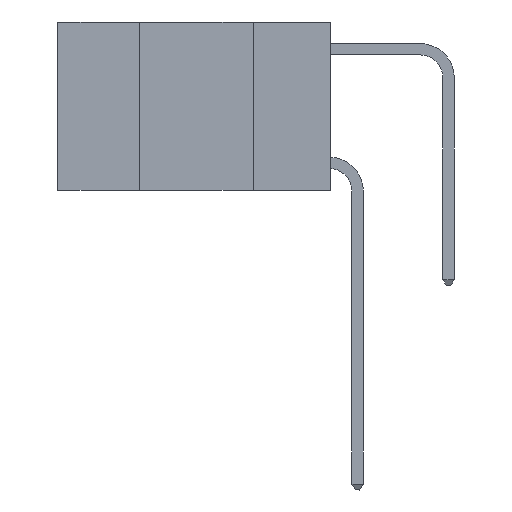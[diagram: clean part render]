
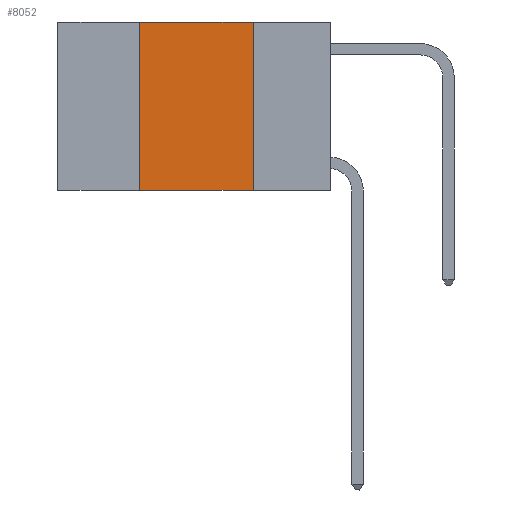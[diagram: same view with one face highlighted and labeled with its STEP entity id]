
A CAD part, left-side view. The second image highlights one B-rep face of the part: STEP entity #8052.
In plain terms, the highlighted planar face has unit normal (-1, 0, 0).
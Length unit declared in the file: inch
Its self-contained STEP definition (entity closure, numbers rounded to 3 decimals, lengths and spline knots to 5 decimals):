
#60 = CARTESIAN_POINT ( 'NONE',  ( 0., 0.42, 0. ) ) ;
#250 = ORIENTED_EDGE ( 'NONE', *, *, #11577, .T. ) ;
#440 = LINE ( 'NONE', #8965, #14473 ) ;
#858 = DIRECTION ( 'NONE',  ( 0., -1., 0. ) ) ;
#2048 = VERTEX_POINT ( 'NONE', #9356 ) ;
#2363 = EDGE_LOOP ( 'NONE', ( #11987, #13135, #14311, #250 ) ) ;
#2820 = VECTOR ( 'NONE', #17428, 39.37008 ) ;
#3606 = PLANE ( 'NONE',  #3911 ) ;
#3895 = CARTESIAN_POINT ( 'NONE',  ( 0., 0.17, 0. ) ) ;
#3911 = AXIS2_PLACEMENT_3D ( 'NONE', #4954, #14433, #6297 ) ;
#4669 = VERTEX_POINT ( 'NONE', #8592 ) ;
#4954 = CARTESIAN_POINT ( 'NONE',  ( 0., 0.6, 0. ) ) ;
#5507 = DIRECTION ( 'NONE',  ( 0., 0., 1. ) ) ;
#5896 = CARTESIAN_POINT ( 'NONE',  ( 0., 0.42, -0.37 ) ) ;
#6297 = DIRECTION ( 'NONE',  ( 0., 0., -1. ) ) ;
#6417 = LINE ( 'NONE', #3895, #2820 ) ;
#6666 = VECTOR ( 'NONE', #12768, 39.37008 ) ;
#8052 = ADVANCED_FACE ( 'NONE', ( #15259 ), #3606, .F. ) ;
#8592 = CARTESIAN_POINT ( 'NONE',  ( 0., 0.17, 0. ) ) ;
#8965 = CARTESIAN_POINT ( 'NONE',  ( 0., 0.6, -0.37 ) ) ;
#9320 = CARTESIAN_POINT ( 'NONE',  ( 0., 0.17, -0.37 ) ) ;
#9356 = CARTESIAN_POINT ( 'NONE',  ( 0., 0.42, 0. ) ) ;
#10025 = EDGE_CURVE ( 'NONE', #2048, #4669, #17060, .T. ) ;
#11404 = CARTESIAN_POINT ( 'NONE',  ( 0., 0.6, 0. ) ) ;
#11577 = EDGE_CURVE ( 'NONE', #15884, #13552, #440, .T. ) ;
#11987 = ORIENTED_EDGE ( 'NONE', *, *, #14306, .F. ) ;
#12494 = EDGE_CURVE ( 'NONE', #15884, #2048, #15314, .T. ) ;
#12768 = DIRECTION ( 'NONE',  ( 0., -1., 0. ) ) ;
#13135 = ORIENTED_EDGE ( 'NONE', *, *, #10025, .F. ) ;
#13552 = VERTEX_POINT ( 'NONE', #9320 ) ;
#14306 = EDGE_CURVE ( 'NONE', #4669, #13552, #6417, .T. ) ;
#14311 = ORIENTED_EDGE ( 'NONE', *, *, #12494, .F. ) ;
#14433 = DIRECTION ( 'NONE',  ( 1., 0., 0. ) ) ;
#14473 = VECTOR ( 'NONE', #858, 39.37008 ) ;
#15259 = FACE_OUTER_BOUND ( 'NONE', #2363, .T. ) ;
#15314 = LINE ( 'NONE', #60, #15600 ) ;
#15600 = VECTOR ( 'NONE', #5507, 39.37008 ) ;
#15884 = VERTEX_POINT ( 'NONE', #5896 ) ;
#17060 = LINE ( 'NONE', #11404, #6666 ) ;
#17428 = DIRECTION ( 'NONE',  ( 0., 0., -1. ) ) ;
